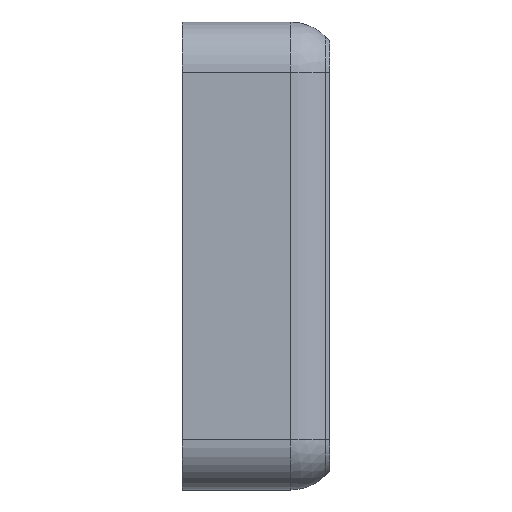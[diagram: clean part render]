
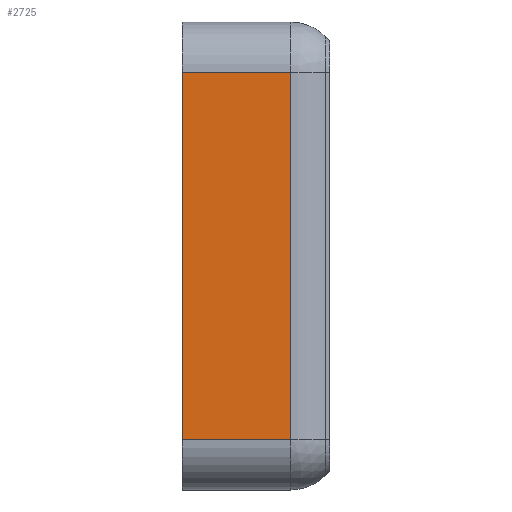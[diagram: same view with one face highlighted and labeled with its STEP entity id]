
A CAD part, left-side view. The second image highlights one B-rep face of the part: STEP entity #2725.
In plain terms, the highlighted planar face has unit normal (-1, 0, 0).
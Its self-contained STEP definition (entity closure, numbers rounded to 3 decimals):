
#247=FACE_OUTER_BOUND('',#406,.T.);
#406=EDGE_LOOP('',(#2136,#2137,#2138,#2139));
#655=LINE('',#4243,#970);
#670=LINE('',#4307,#985);
#671=LINE('',#4311,#986);
#672=LINE('',#4312,#987);
#970=VECTOR('',#3444,10.);
#985=VECTOR('',#3521,10.);
#986=VECTOR('',#3526,10.);
#987=VECTOR('',#3527,10.);
#1246=VERTEX_POINT('',#4240);
#1247=VERTEX_POINT('',#4242);
#1265=VERTEX_POINT('',#4306);
#1266=VERTEX_POINT('',#4310);
#1560=EDGE_CURVE('',#1246,#1247,#655,.T.);
#1593=EDGE_CURVE('',#1247,#1265,#670,.T.);
#1595=EDGE_CURVE('',#1266,#1246,#671,.T.);
#1596=EDGE_CURVE('',#1266,#1265,#672,.T.);
#2136=ORIENTED_EDGE('',*,*,#1560,.F.);
#2137=ORIENTED_EDGE('',*,*,#1595,.F.);
#2138=ORIENTED_EDGE('',*,*,#1596,.T.);
#2139=ORIENTED_EDGE('',*,*,#1593,.F.);
#2579=PLANE('',#2950);
#2725=ADVANCED_FACE('',(#247),#2579,.T.);
#2950=AXIS2_PLACEMENT_3D('',#4309,#3524,#3525);
#3444=DIRECTION('',(0.,0.,-1.));
#3521=DIRECTION('',(0.,1.,0.));
#3524=DIRECTION('center_axis',(-1.,0.,0.));
#3525=DIRECTION('ref_axis',(0.,0.,-1.));
#3526=DIRECTION('',(0.,-1.,0.));
#3527=DIRECTION('',(0.,0.,-1.));
#4240=CARTESIAN_POINT('',(-66.5,3.814,29.));
#4242=CARTESIAN_POINT('',(-66.5,3.814,-29.));
#4243=CARTESIAN_POINT('',(-66.5,3.814,27.75));
#4306=CARTESIAN_POINT('',(-66.5,20.9,-29.));
#4307=CARTESIAN_POINT('',(-66.5,0.,-29.));
#4309=CARTESIAN_POINT('Origin',(-66.5,0.,37.));
#4310=CARTESIAN_POINT('',(-66.5,20.9,29.));
#4311=CARTESIAN_POINT('',(-66.5,0.,29.));
#4312=CARTESIAN_POINT('',(-66.5,20.9,-18.5));
